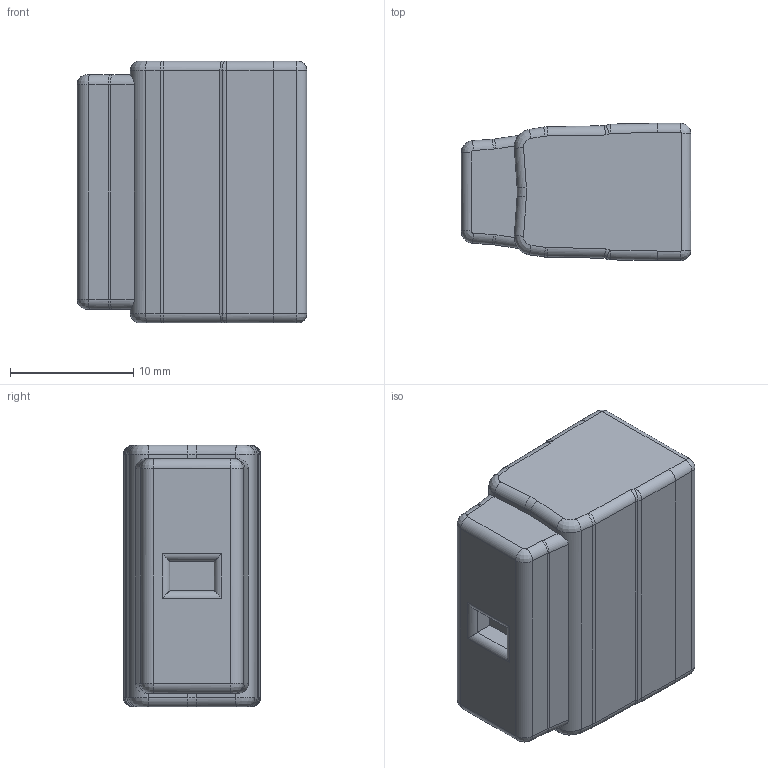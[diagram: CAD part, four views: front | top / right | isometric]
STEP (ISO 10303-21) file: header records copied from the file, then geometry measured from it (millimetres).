
FILE_DESCRIPTION (( 'STEP AP203' ), '1' );
FILE_NAME ('2773-408.step', '2024-11-06T21:08:33', ( '' ), ( '' ), 'SwSTEP 2.0', 'SolidWorks 2023', '' );
FILE_SCHEMA (( 'CONFIG_CONTROL_DESIGN' ));
Length unit declared in the file: millimetre
Products named in the file (1): 2773-408
Bounding box: 18.6 x 11.1 x 21.2 mm (x, y, z)
Volume: 3455.8 mm3; surface area: 1906.7 mm2
Topology: 1 solids, 1 shells, 229 faces, 598 edges, 372 vertices
Faces by surface type: cylinder 102, plane 101, bspline 16, torus 10
Entity records: 7540 total; most frequent: CARTESIAN_POINT 1941, ORIENTED_EDGE 1196, DIRECTION 1104, EDGE_CURVE 598, AXIS2_PLACEMENT_3D 372, VERTEX_POINT 372, VECTOR 360, LINE 360
